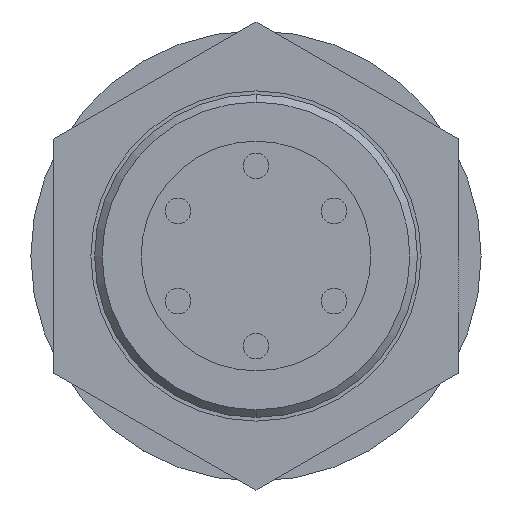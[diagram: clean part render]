
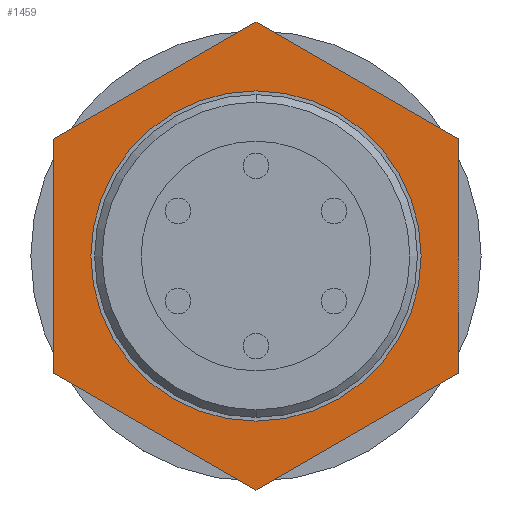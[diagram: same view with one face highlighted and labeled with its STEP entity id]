
A CAD part, front view. The second image highlights one B-rep face of the part: STEP entity #1459.
In plain terms, the highlighted planar face has unit normal (0, -1, 0).
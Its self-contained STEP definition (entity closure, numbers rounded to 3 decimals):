
#68 = VERTEX_POINT ( 'NONE', #183 ) ;
#183 = CARTESIAN_POINT ( 'NONE',  ( 13.5, -12., 7.794 ) ) ;
#260 = CARTESIAN_POINT ( 'NONE',  ( 13.5, -12., -7.794 ) ) ;
#321 = VERTEX_POINT ( 'NONE', #2274 ) ;
#344 = CARTESIAN_POINT ( 'NONE',  ( 0., -12., -15.588 ) ) ;
#375 = EDGE_CURVE ( 'NONE', #68, #321, #1687, .T. ) ;
#440 = ORIENTED_EDGE ( 'NONE', *, *, #888, .T. ) ;
#499 = VECTOR ( 'NONE', #1363, 1000. ) ;
#520 = VECTOR ( 'NONE', #671, 1000. ) ;
#529 = CARTESIAN_POINT ( 'NONE',  ( -13.5, -12., -7.794 ) ) ;
#564 = AXIS2_PLACEMENT_3D ( 'NONE', #2290, #979, #2518 ) ;
#611 = CARTESIAN_POINT ( 'NONE',  ( 0., -12., 0. ) ) ;
#621 = CARTESIAN_POINT ( 'NONE',  ( 0., -12., 15.588 ) ) ;
#671 = DIRECTION ( 'NONE',  ( 0., 0., -1. ) ) ;
#707 = VERTEX_POINT ( 'NONE', #2986 ) ;
#735 = EDGE_CURVE ( 'NONE', #946, #932, #2224, .T. ) ;
#785 = ORIENTED_EDGE ( 'NONE', *, *, #2285, .T. ) ;
#817 = VERTEX_POINT ( 'NONE', #2177 ) ;
#869 = EDGE_LOOP ( 'NONE', ( #2337, #1536 ) ) ;
#888 = EDGE_CURVE ( 'NONE', #817, #901, #3010, .T. ) ;
#897 = EDGE_LOOP ( 'NONE', ( #2416, #785, #440, #2304, #1691, #1023 ) ) ;
#901 = VERTEX_POINT ( 'NONE', #529 ) ;
#932 = VERTEX_POINT ( 'NONE', #260 ) ;
#946 = VERTEX_POINT ( 'NONE', #1325 ) ;
#979 = DIRECTION ( 'NONE',  ( 0., -1., 0. ) ) ;
#1023 = ORIENTED_EDGE ( 'NONE', *, *, #2560, .T. ) ;
#1079 = VECTOR ( 'NONE', #2816, 1000. ) ;
#1092 = CARTESIAN_POINT ( 'NONE',  ( -13.5, -12., 7.794 ) ) ;
#1188 = DIRECTION ( 'NONE',  ( 0., -1., 0. ) ) ;
#1325 = CARTESIAN_POINT ( 'NONE',  ( 0., -12., -15.588 ) ) ;
#1363 = DIRECTION ( 'NONE',  ( 0.866, 0., -0.5 ) ) ;
#1387 = CARTESIAN_POINT ( 'NONE',  ( 0., -12., 0. ) ) ;
#1448 = VERTEX_POINT ( 'NONE', #2030 ) ;
#1459 = ADVANCED_FACE ( 'NONE', ( #2312, #1766 ), #1830, .T. ) ;
#1536 = ORIENTED_EDGE ( 'NONE', *, *, #1807, .F. ) ;
#1543 = VECTOR ( 'NONE', #2834, 1000. ) ;
#1589 = DIRECTION ( 'NONE',  ( 0., 0., -1. ) ) ;
#1623 = VECTOR ( 'NONE', #1778, 1000. ) ;
#1687 = LINE ( 'NONE', #2205, #1079 ) ;
#1691 = ORIENTED_EDGE ( 'NONE', *, *, #735, .T. ) ;
#1747 = LINE ( 'NONE', #3031, #499 ) ;
#1766 = FACE_BOUND ( 'NONE', #869, .T. ) ;
#1778 = DIRECTION ( 'NONE',  ( 0., 0., 1. ) ) ;
#1807 = EDGE_CURVE ( 'NONE', #1448, #707, #2500, .T. ) ;
#1830 = PLANE ( 'NONE',  #2554 ) ;
#2030 = CARTESIAN_POINT ( 'NONE',  ( 0., -12., -11. ) ) ;
#2177 = CARTESIAN_POINT ( 'NONE',  ( -13.5, -12., 7.794 ) ) ;
#2205 = CARTESIAN_POINT ( 'NONE',  ( 13.5, -12., 7.794 ) ) ;
#2224 = LINE ( 'NONE', #344, #1543 ) ;
#2243 = VECTOR ( 'NONE', #2248, 1000. ) ;
#2248 = DIRECTION ( 'NONE',  ( -0.866, 0., -0.5 ) ) ;
#2274 = CARTESIAN_POINT ( 'NONE',  ( 0., -12., 15.588 ) ) ;
#2285 = EDGE_CURVE ( 'NONE', #321, #817, #2732, .T. ) ;
#2290 = CARTESIAN_POINT ( 'NONE',  ( 0., -12., 0. ) ) ;
#2304 = ORIENTED_EDGE ( 'NONE', *, *, #2529, .T. ) ;
#2312 = FACE_OUTER_BOUND ( 'NONE', #897, .T. ) ;
#2337 = ORIENTED_EDGE ( 'NONE', *, *, #2819, .F. ) ;
#2416 = ORIENTED_EDGE ( 'NONE', *, *, #375, .T. ) ;
#2500 = CIRCLE ( 'NONE', #2523, 11. ) ;
#2518 = DIRECTION ( 'NONE',  ( 0., 0., -1. ) ) ;
#2523 = AXIS2_PLACEMENT_3D ( 'NONE', #1387, #2833, #1589 ) ;
#2529 = EDGE_CURVE ( 'NONE', #901, #946, #1747, .T. ) ;
#2554 = AXIS2_PLACEMENT_3D ( 'NONE', #611, #1188, #2668 ) ;
#2560 = EDGE_CURVE ( 'NONE', #932, #68, #2726, .T. ) ;
#2668 = DIRECTION ( 'NONE',  ( 0., 0., -1. ) ) ;
#2726 = LINE ( 'NONE', #2817, #1623 ) ;
#2732 = LINE ( 'NONE', #621, #2243 ) ;
#2816 = DIRECTION ( 'NONE',  ( -0.866, 0., 0.5 ) ) ;
#2817 = CARTESIAN_POINT ( 'NONE',  ( 13.5, -12., -7.794 ) ) ;
#2819 = EDGE_CURVE ( 'NONE', #707, #1448, #3059, .T. ) ;
#2833 = DIRECTION ( 'NONE',  ( 0., -1., 0. ) ) ;
#2834 = DIRECTION ( 'NONE',  ( 0.866, 0., 0.5 ) ) ;
#2986 = CARTESIAN_POINT ( 'NONE',  ( 0., -12., 11. ) ) ;
#3010 = LINE ( 'NONE', #1092, #520 ) ;
#3031 = CARTESIAN_POINT ( 'NONE',  ( -13.5, -12., -7.794 ) ) ;
#3059 = CIRCLE ( 'NONE', #564, 11. ) ;
